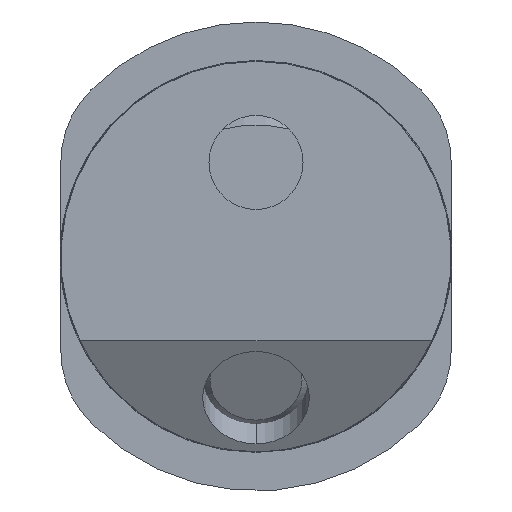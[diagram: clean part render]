
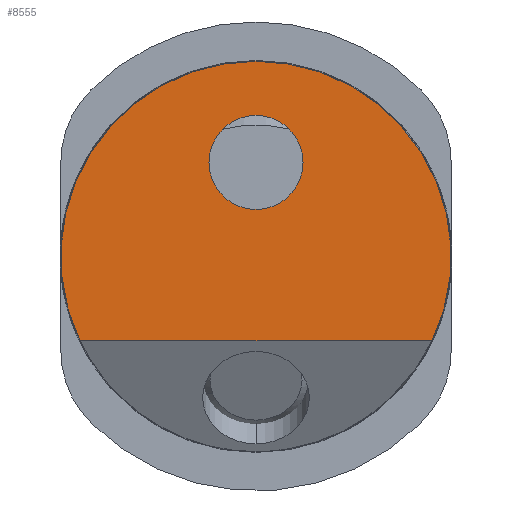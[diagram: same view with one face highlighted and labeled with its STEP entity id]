
A CAD part, front view. The second image highlights one B-rep face of the part: STEP entity #8555.
In plain terms, the highlighted planar face has unit normal (0, -1, 0).
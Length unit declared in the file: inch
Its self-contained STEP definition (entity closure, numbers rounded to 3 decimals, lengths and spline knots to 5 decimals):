
#38 = CIRCLE ( 'NONE', #6876, 0.11811 ) ;
#49 = LINE ( 'NONE', #262, #8766 ) ;
#59 = EDGE_CURVE ( 'NONE', #5939, #5593, #2085, .T. ) ;
#262 = CARTESIAN_POINT ( 'NONE',  ( -0.49193, 0., -0.2114 ) ) ;
#640 = DIRECTION ( 'NONE',  ( 0., 0., 1. ) ) ;
#706 = CARTESIAN_POINT ( 'NONE',  ( 0., 0., 0. ) ) ;
#906 = CARTESIAN_POINT ( 'NONE',  ( 0., 0., 0. ) ) ;
#990 = CARTESIAN_POINT ( 'NONE',  ( 0., 0., 0. ) ) ;
#1294 = CIRCLE ( 'NONE', #2132, 0.48996 ) ;
#1606 = VERTEX_POINT ( 'NONE', #9876 ) ;
#1709 = EDGE_LOOP ( 'NONE', ( #6787, #9812, #6608 ) ) ;
#1752 = CARTESIAN_POINT ( 'NONE',  ( 0.44201, 0., -0.2114 ) ) ;
#2085 = CIRCLE ( 'NONE', #2444, 0.48996 ) ;
#2132 = AXIS2_PLACEMENT_3D ( 'NONE', #706, #6204, #640 ) ;
#2365 = EDGE_CURVE ( 'NONE', #7725, #5939, #1294, .T. ) ;
#2444 = AXIS2_PLACEMENT_3D ( 'NONE', #990, #4831, #7285 ) ;
#2565 = DIRECTION ( 'NONE',  ( 0., 0., 1. ) ) ;
#2819 = CARTESIAN_POINT ( 'NONE',  ( 0., 0., 0.23602 ) ) ;
#2836 = FACE_BOUND ( 'NONE', #5429, .T. ) ;
#3136 = AXIS2_PLACEMENT_3D ( 'NONE', #2819, #9190, #9151 ) ;
#3258 = DIRECTION ( 'NONE',  ( 0., 1., 0. ) ) ;
#3661 = DIRECTION ( 'NONE',  ( 0., 0., 1. ) ) ;
#4069 = CARTESIAN_POINT ( 'NONE',  ( 0., 0., 0.48996 ) ) ;
#4334 = FACE_OUTER_BOUND ( 'NONE', #1709, .T. ) ;
#4602 = CIRCLE ( 'NONE', #3136, 0.11811 ) ;
#4831 = DIRECTION ( 'NONE',  ( 0., 1., 0. ) ) ;
#5429 = EDGE_LOOP ( 'NONE', ( #9172, #9816 ) ) ;
#5524 = AXIS2_PLACEMENT_3D ( 'NONE', #906, #3258, #2565 ) ;
#5593 = VERTEX_POINT ( 'NONE', #1752 ) ;
#5939 = VERTEX_POINT ( 'NONE', #4069 ) ;
#6121 = EDGE_CURVE ( 'NONE', #7725, #5593, #49, .T. ) ;
#6204 = DIRECTION ( 'NONE',  ( 0., 1., 0. ) ) ;
#6608 = ORIENTED_EDGE ( 'NONE', *, *, #59, .F. ) ;
#6787 = ORIENTED_EDGE ( 'NONE', *, *, #2365, .F. ) ;
#6876 = AXIS2_PLACEMENT_3D ( 'NONE', #9948, #8322, #3661 ) ;
#7285 = DIRECTION ( 'NONE',  ( 0., 0., 1. ) ) ;
#7366 = CARTESIAN_POINT ( 'NONE',  ( -0.44201, 0., -0.2114 ) ) ;
#7378 = EDGE_CURVE ( 'NONE', #9761, #1606, #4602, .T. ) ;
#7384 = EDGE_CURVE ( 'NONE', #1606, #9761, #38, .T. ) ;
#7415 = DIRECTION ( 'NONE',  ( 1., 0., 0. ) ) ;
#7725 = VERTEX_POINT ( 'NONE', #7366 ) ;
#8322 = DIRECTION ( 'NONE',  ( 0., 1., 0. ) ) ;
#8555 = ADVANCED_FACE ( 'NONE', ( #2836, #4334 ), #8799, .F. ) ;
#8766 = VECTOR ( 'NONE', #7415, 39.37008 ) ;
#8799 = PLANE ( 'NONE',  #5524 ) ;
#9151 = DIRECTION ( 'NONE',  ( 0., 0., 1. ) ) ;
#9172 = ORIENTED_EDGE ( 'NONE', *, *, #7378, .T. ) ;
#9190 = DIRECTION ( 'NONE',  ( 0., 1., 0. ) ) ;
#9342 = CARTESIAN_POINT ( 'NONE',  ( 0., 0., 0.35413 ) ) ;
#9761 = VERTEX_POINT ( 'NONE', #9342 ) ;
#9812 = ORIENTED_EDGE ( 'NONE', *, *, #6121, .T. ) ;
#9816 = ORIENTED_EDGE ( 'NONE', *, *, #7384, .T. ) ;
#9876 = CARTESIAN_POINT ( 'NONE',  ( 0., 0., 0.11791 ) ) ;
#9948 = CARTESIAN_POINT ( 'NONE',  ( 0., 0., 0.23602 ) ) ;
